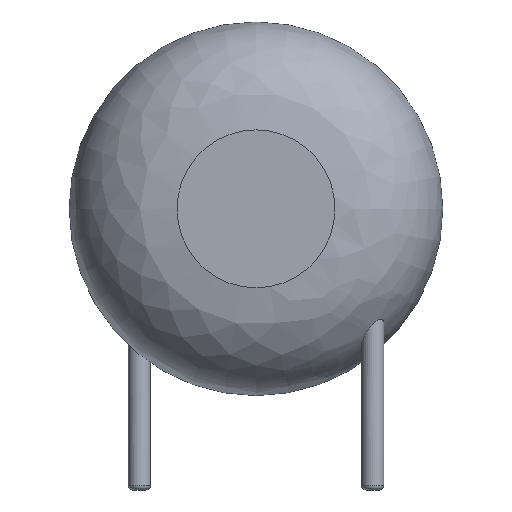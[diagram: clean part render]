
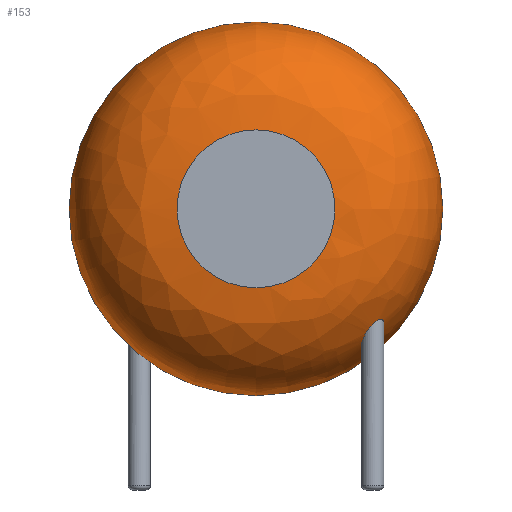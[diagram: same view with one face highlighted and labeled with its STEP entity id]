
A CAD part, front view. The second image highlights one B-rep face of the part: STEP entity #153.
In plain terms, the highlighted face is a revolution surface.
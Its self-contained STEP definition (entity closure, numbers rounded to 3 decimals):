
#24=VERTEX_POINT('',#25);
#25=CARTESIAN_POINT('',(9.75,-1.937,6.03));
#30=ORIENTED_EDGE('',*,*,#31,.T.);
#31=EDGE_CURVE('',#24,#24,#32,.T.);
#32=CIRCLE('',#33,6.);
#33=AXIS2_PLACEMENT_3D('',#34,#35,#36);
#34=CARTESIAN_POINT('',(3.75,-1.937,6.03));
#35=DIRECTION('',(0.,-1.,0.));
#36=DIRECTION('',(1.,0.,0.));
#153=ADVANCED_FACE('',(#154,#170),#250,.T.);
#154=FACE_BOUND('',#155,.T.);
#155=EDGE_LOOP('',(#30,#156,#164,#169));
#156=ORIENTED_EDGE('',*,*,#157,.T.);
#157=EDGE_CURVE('',#24,#158,#160,.T.);
#158=VERTEX_POINT('',#159);
#159=CARTESIAN_POINT('',(6.287,-5.4,6.03));
#160=CIRCLE('',#161,3.463);
#161=AXIS2_PLACEMENT_3D('',#162,#163,#36);
#162=CARTESIAN_POINT('',(6.287,-1.937,6.03));
#163=DIRECTION('',(0.,0.,-1.));
#164=ORIENTED_EDGE('',*,*,#165,.F.);
#165=EDGE_CURVE('',#158,#158,#166,.T.);
#166=CIRCLE('',#167,2.537);
#167=AXIS2_PLACEMENT_3D('',#168,#35,#36);
#168=CARTESIAN_POINT('',(3.75,-5.4,6.03));
#169=ORIENTED_EDGE('',*,*,#157,.F.);
#170=FACE_BOUND('',#171,.T.);
#171=EDGE_LOOP('',(#172,#191));
#172=ORIENTED_EDGE('',*,*,#173,.T.);
#173=EDGE_CURVE('',#174,#176,#178,.T.);
#174=VERTEX_POINT('',#175);
#175=CARTESIAN_POINT('',(7.86,-3.7,2.349));
#176=VERTEX_POINT('',#177);
#177=CARTESIAN_POINT('',(7.438,-3.345,1.683));
#178=B_SPLINE_CURVE_WITH_KNOTS('',7,(#175,#179,#180,#181,#182,#183,#184,#185,#186,#187,#188,#189,#190,#177),.UNSPECIFIED.,.F.,.F.,(8,6,8),(0.,0.426,1.),.UNSPECIFIED.);
#179=CARTESIAN_POINT('',(7.86,-3.661,2.314));
#180=CARTESIAN_POINT('',(7.855,-3.622,2.276));
#181=CARTESIAN_POINT('',(7.845,-3.585,2.235));
#182=CARTESIAN_POINT('',(7.832,-3.55,2.193));
#183=CARTESIAN_POINT('',(7.814,-3.517,2.15));
#184=CARTESIAN_POINT('',(7.793,-3.487,2.106));
#185=CARTESIAN_POINT('',(7.735,-3.423,2.002));
#186=CARTESIAN_POINT('',(7.696,-3.391,1.943));
#187=CARTESIAN_POINT('',(7.651,-3.365,1.884));
#188=CARTESIAN_POINT('',(7.602,-3.347,1.827));
#189=CARTESIAN_POINT('',(7.549,-3.336,1.773));
#190=CARTESIAN_POINT('',(7.493,-3.336,1.725));
#191=ORIENTED_EDGE('',*,*,#192,.T.);
#192=EDGE_CURVE('',#176,#174,#193,.T.);
#193=B_SPLINE_CURVE_WITH_KNOTS('',8,(#177,#194,#195,#196,#197,#198,#199,#200,#201,#202,#203,#204,#205,#206,#207,#208,#209,#210,#211,#212,#213,#214,#215,#216,#217,#218,#219,#220,#221,#222,#223,#224,#225,#226,#227,#228,#229,#230,#231,#232,#233,#234,#235,#236,#237,#238,#239,#240,#241,#242,#243,#244,#245,#246,#247,#248,#249,#175),.UNSPECIFIED.,.F.,.F.,(9,7,7,7,7,7,7,7,9),(0.,0.156,0.261,0.319,0.514,0.741,0.829,0.893,1.),.UNSPECIFIED.);
#194=CARTESIAN_POINT('',(7.406,-3.351,1.659));
#195=CARTESIAN_POINT('',(7.373,-3.36,1.637));
#196=CARTESIAN_POINT('',(7.342,-3.373,1.619));
#197=CARTESIAN_POINT('',(7.311,-3.389,1.603));
#198=CARTESIAN_POINT('',(7.282,-3.409,1.592));
#199=CARTESIAN_POINT('',(7.255,-3.432,1.585));
#200=CARTESIAN_POINT('',(7.231,-3.458,1.582));
#201=CARTESIAN_POINT('',(7.196,-3.506,1.585));
#202=CARTESIAN_POINT('',(7.184,-3.526,1.588));
#203=CARTESIAN_POINT('',(7.173,-3.546,1.593));
#204=CARTESIAN_POINT('',(7.164,-3.567,1.6));
#205=CARTESIAN_POINT('',(7.156,-3.589,1.609));
#206=CARTESIAN_POINT('',(7.15,-3.611,1.62));
#207=CARTESIAN_POINT('',(7.146,-3.633,1.632));
#208=CARTESIAN_POINT('',(7.141,-3.666,1.653));
#209=CARTESIAN_POINT('',(7.14,-3.678,1.661));
#210=CARTESIAN_POINT('',(7.14,-3.69,1.669));
#211=CARTESIAN_POINT('',(7.14,-3.702,1.678));
#212=CARTESIAN_POINT('',(7.14,-3.713,1.687));
#213=CARTESIAN_POINT('',(7.141,-3.725,1.696));
#214=CARTESIAN_POINT('',(7.142,-3.736,1.706));
#215=CARTESIAN_POINT('',(7.148,-3.786,1.75));
#216=CARTESIAN_POINT('',(7.158,-3.823,1.787));
#217=CARTESIAN_POINT('',(7.172,-3.857,1.827));
#218=CARTESIAN_POINT('',(7.189,-3.889,1.869));
#219=CARTESIAN_POINT('',(7.209,-3.919,1.913));
#220=CARTESIAN_POINT('',(7.233,-3.946,1.958));
#221=CARTESIAN_POINT('',(7.259,-3.97,2.003));
#222=CARTESIAN_POINT('',(7.32,-4.014,2.102));
#223=CARTESIAN_POINT('',(7.356,-4.034,2.155));
#224=CARTESIAN_POINT('',(7.395,-4.05,2.208));
#225=CARTESIAN_POINT('',(7.436,-4.06,2.259));
#226=CARTESIAN_POINT('',(7.48,-4.065,2.308));
#227=CARTESIAN_POINT('',(7.525,-4.064,2.353));
#228=CARTESIAN_POINT('',(7.571,-4.056,2.392));
#229=CARTESIAN_POINT('',(7.635,-4.034,2.436));
#230=CARTESIAN_POINT('',(7.652,-4.027,2.447));
#231=CARTESIAN_POINT('',(7.67,-4.019,2.456));
#232=CARTESIAN_POINT('',(7.687,-4.009,2.464));
#233=CARTESIAN_POINT('',(7.703,-3.999,2.471));
#234=CARTESIAN_POINT('',(7.719,-3.987,2.476));
#235=CARTESIAN_POINT('',(7.734,-3.974,2.479));
#236=CARTESIAN_POINT('',(7.759,-3.951,2.481));
#237=CARTESIAN_POINT('',(7.769,-3.94,2.481));
#238=CARTESIAN_POINT('',(7.778,-3.929,2.48));
#239=CARTESIAN_POINT('',(7.787,-3.918,2.478));
#240=CARTESIAN_POINT('',(7.795,-3.907,2.476));
#241=CARTESIAN_POINT('',(7.803,-3.895,2.472));
#242=CARTESIAN_POINT('',(7.81,-3.883,2.468));
#243=CARTESIAN_POINT('',(7.828,-3.85,2.455));
#244=CARTESIAN_POINT('',(7.837,-3.829,2.444));
#245=CARTESIAN_POINT('',(7.845,-3.808,2.432));
#246=CARTESIAN_POINT('',(7.851,-3.786,2.418));
#247=CARTESIAN_POINT('',(7.856,-3.764,2.402));
#248=CARTESIAN_POINT('',(7.859,-3.743,2.386));
#249=CARTESIAN_POINT('',(7.86,-3.721,2.368));
#250=SURFACE_OF_REVOLUTION('',#251,#262);
#251=B_SPLINE_CURVE_WITH_KNOTS('',6,(#25,#252,#253,#254,#255,#256,#257,#258,#259,#260,#261,#159),.UNSPECIFIED.,.F.,.F.,(7,5,7),(0.,0.785,1.571),.UNSPECIFIED.);
#252=CARTESIAN_POINT('',(9.75,-2.39,6.03));
#253=CARTESIAN_POINT('',(9.679,-2.843,6.03));
#254=CARTESIAN_POINT('',(9.536,-3.283,6.03));
#255=CARTESIAN_POINT('',(9.326,-3.694,6.03));
#256=CARTESIAN_POINT('',(9.056,-4.065,6.03));
#257=CARTESIAN_POINT('',(8.415,-4.706,6.03));
#258=CARTESIAN_POINT('',(8.044,-4.976,6.03));
#259=CARTESIAN_POINT('',(7.633,-5.186,6.03));
#260=CARTESIAN_POINT('',(7.193,-5.329,6.03));
#261=CARTESIAN_POINT('',(6.74,-5.4,6.03));
#262=AXIS1_PLACEMENT('',#34,#35);
